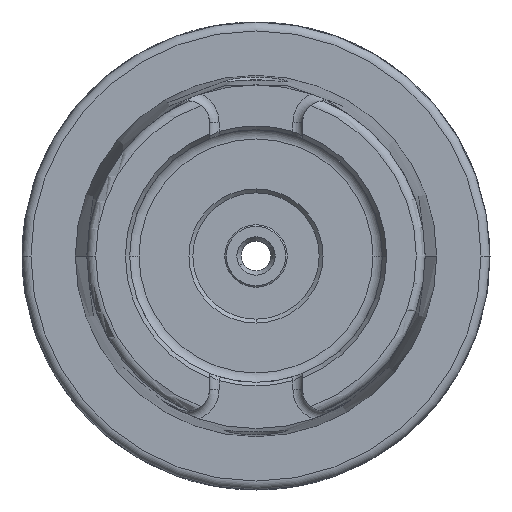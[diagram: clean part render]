
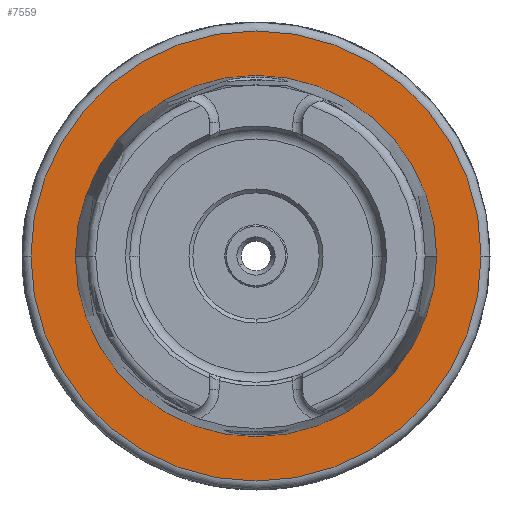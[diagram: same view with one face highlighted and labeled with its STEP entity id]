
A CAD part, left-side view. The second image highlights one B-rep face of the part: STEP entity #7559.
In plain terms, the highlighted planar face has unit normal (-1, 0, 0).
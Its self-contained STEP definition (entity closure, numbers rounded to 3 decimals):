
#204 = CARTESIAN_POINT ( 'NONE',  ( 0., 0., 0. ) ) ;
#314 = VERTEX_POINT ( 'NONE', #6833 ) ;
#584 = FACE_BOUND ( 'NONE', #905, .T. ) ;
#793 = EDGE_CURVE ( 'NONE', #314, #6744, #3698, .T. ) ;
#905 = EDGE_LOOP ( 'NONE', ( #6133, #2658 ) ) ;
#1552 = DIRECTION ( 'NONE',  ( 1., 0., 0. ) ) ;
#2021 = CIRCLE ( 'NONE', #6362, 24.321 ) ;
#2201 = CIRCLE ( 'NONE', #5172, 30.3 ) ;
#2658 = ORIENTED_EDGE ( 'NONE', *, *, #3460, .T. ) ;
#2682 = ORIENTED_EDGE ( 'NONE', *, *, #3024, .F. ) ;
#3024 = EDGE_CURVE ( 'NONE', #5269, #3820, #7596, .T. ) ;
#3035 = CARTESIAN_POINT ( 'NONE',  ( 0., 24.321, 0. ) ) ;
#3112 = DIRECTION ( 'NONE',  ( 1., 0., 0. ) ) ;
#3439 = EDGE_LOOP ( 'NONE', ( #2682, #3907 ) ) ;
#3460 = EDGE_CURVE ( 'NONE', #6744, #314, #2021, .T. ) ;
#3649 = EDGE_CURVE ( 'NONE', #3820, #5269, #2201, .T. ) ;
#3698 = CIRCLE ( 'NONE', #4701, 24.321 ) ;
#3820 = VERTEX_POINT ( 'NONE', #6692 ) ;
#3907 = ORIENTED_EDGE ( 'NONE', *, *, #3649, .F. ) ;
#4166 = DIRECTION ( 'NONE',  ( 0., 1., 0. ) ) ;
#4499 = AXIS2_PLACEMENT_3D ( 'NONE', #7445, #1552, #5120 ) ;
#4524 = DIRECTION ( 'NONE',  ( 1., 0., 0. ) ) ;
#4701 = AXIS2_PLACEMENT_3D ( 'NONE', #204, #3112, #6079 ) ;
#4795 = PLANE ( 'NONE',  #5472 ) ;
#5120 = DIRECTION ( 'NONE',  ( 0., 1., 0. ) ) ;
#5172 = AXIS2_PLACEMENT_3D ( 'NONE', #5956, #7140, #4166 ) ;
#5225 = DIRECTION ( 'NONE',  ( 0., 1., 0. ) ) ;
#5269 = VERTEX_POINT ( 'NONE', #7280 ) ;
#5472 = AXIS2_PLACEMENT_3D ( 'NONE', #3035, #7146, #6515 ) ;
#5768 = CARTESIAN_POINT ( 'NONE',  ( 0., 0., 0. ) ) ;
#5872 = CARTESIAN_POINT ( 'NONE',  ( 0., -24.321, 0. ) ) ;
#5956 = CARTESIAN_POINT ( 'NONE',  ( 0., 0., 0. ) ) ;
#6035 = FACE_OUTER_BOUND ( 'NONE', #3439, .T. ) ;
#6079 = DIRECTION ( 'NONE',  ( 0., 1., 0. ) ) ;
#6133 = ORIENTED_EDGE ( 'NONE', *, *, #793, .T. ) ;
#6362 = AXIS2_PLACEMENT_3D ( 'NONE', #5768, #4524, #5225 ) ;
#6515 = DIRECTION ( 'NONE',  ( 0., -1., 0. ) ) ;
#6692 = CARTESIAN_POINT ( 'NONE',  ( 0., -30.3, 0. ) ) ;
#6744 = VERTEX_POINT ( 'NONE', #5872 ) ;
#6833 = CARTESIAN_POINT ( 'NONE',  ( 0., 24.321, 0. ) ) ;
#7140 = DIRECTION ( 'NONE',  ( 1., 0., 0. ) ) ;
#7146 = DIRECTION ( 'NONE',  ( -1., 0., 0. ) ) ;
#7280 = CARTESIAN_POINT ( 'NONE',  ( 0., 30.3, 0. ) ) ;
#7445 = CARTESIAN_POINT ( 'NONE',  ( 0., 0., 0. ) ) ;
#7559 = ADVANCED_FACE ( 'NONE', ( #584, #6035 ), #4795, .T. ) ;
#7596 = CIRCLE ( 'NONE', #4499, 30.3 ) ;
